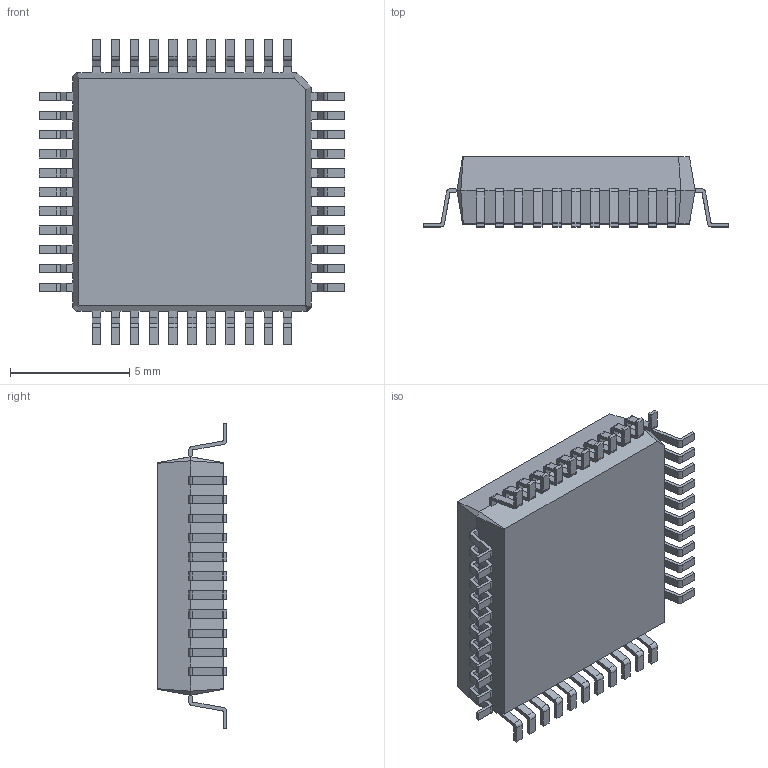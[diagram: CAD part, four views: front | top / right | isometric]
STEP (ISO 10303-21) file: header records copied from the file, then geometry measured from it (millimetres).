
FILE_DESCRIPTION (( 'STEP AP214' ), '1' );
FILE_NAME ('User Library-LQFP 44.STEP', '2020-12-23T17:32:54', ( '' ), ( '' ), 'SwSTEP 2.0', 'SolidWorks 2020', '' );
FILE_SCHEMA (( 'AUTOMOTIVE_DESIGN' ));
Length unit declared in the file: millimetre
Products named in the file (1): User Library-LQFP 44
Bounding box: 12.8 x 2.92 x 12.8 mm (x, y, z)
Volume: 271.9 mm3; surface area: 403.3 mm2
Topology: 2 solids, 2 shells, 594 faces, 1759 edges, 1170 vertices
Faces by surface type: plane 416, cylinder 178
Entity records: 20027 total; most frequent: CARTESIAN_POINT 3524, ORIENTED_EDGE 3518, DIRECTION 3305, EDGE_CURVE 1759, VECTOR 1403, LINE 1403, VERTEX_POINT 1170, AXIS2_PLACEMENT_3D 951
